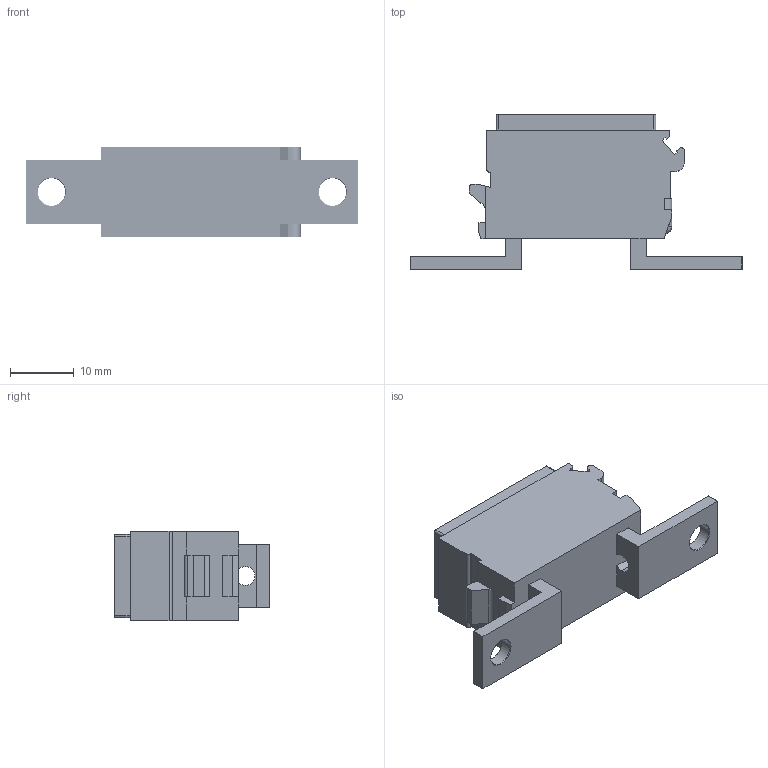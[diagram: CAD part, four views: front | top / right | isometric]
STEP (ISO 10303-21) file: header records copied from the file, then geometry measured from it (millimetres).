
FILE_DESCRIPTION((''),'2;1');
FILE_NAME('00175821302','2020-09-11T',('presta_be4'),(''),'CREO PARAMETRIC BY PTC INC, 2018360','CREO PARAMETRIC BY PTC INC, 2018360','');
FILE_SCHEMA(('CONFIG_CONTROL_DESIGN'));
Products named in the file (1): 00175821302
Bounding box: 52 x 24.22 x 14 mm (x, y, z)
Volume: 6898.6 mm3; surface area: 11252.2 mm2
Topology: 52 solids, 52 shells, 4018 faces, 10724 edges, 6818 vertices
Faces by surface type: plane 2202, cone 788, cylinder 719, torus 292, bspline 16, sphere 1
Entity records: 134566 total; most frequent: CARTESIAN_POINT 33291, DIRECTION 21463, ORIENTED_EDGE 21216, EDGE_CURVE 10608, AXIS2_PLACEMENT_3D 7823, VERTEX_POINT 6816, VECTOR 5817, LINE 5817
